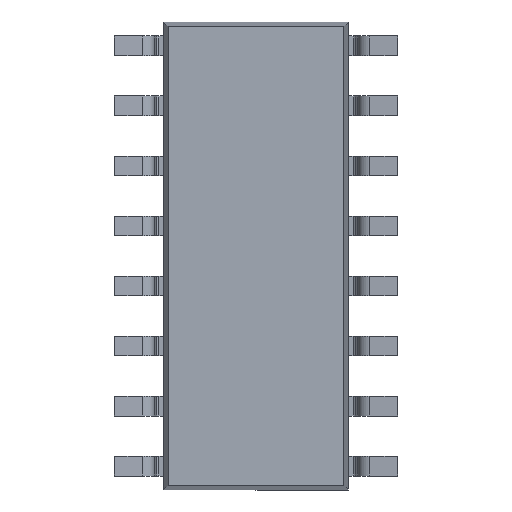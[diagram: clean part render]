
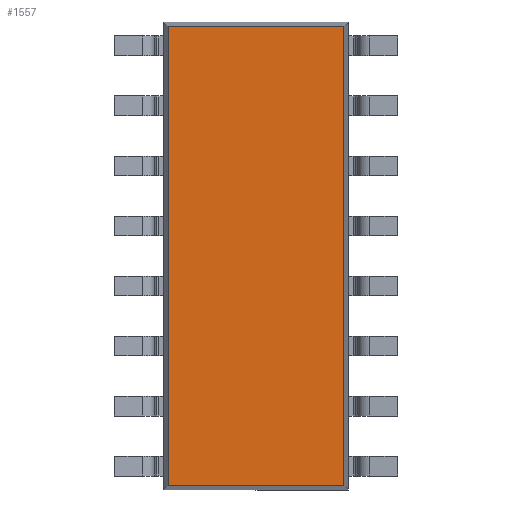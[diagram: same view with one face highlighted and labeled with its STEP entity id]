
A CAD part, front view. The second image highlights one B-rep face of the part: STEP entity #1557.
In plain terms, the highlighted planar face has unit normal (0, -1, 0).
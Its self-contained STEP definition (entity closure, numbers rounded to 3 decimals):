
#135 = FACE_OUTER_BOUND ( 'NONE', #5032, .T. ) ;
#388 = ORIENTED_EDGE ( 'NONE', *, *, #4050, .T. ) ;
#731 = VERTEX_POINT ( 'NONE', #1953 ) ;
#734 = VECTOR ( 'NONE', #3346, 1000. ) ;
#767 = EDGE_CURVE ( 'NONE', #1154, #731, #801, .T. ) ;
#801 = LINE ( 'NONE', #7215, #6633 ) ;
#1154 = VERTEX_POINT ( 'NONE', #1873 ) ;
#1178 = VERTEX_POINT ( 'NONE', #5922 ) ;
#1268 = VERTEX_POINT ( 'NONE', #1441 ) ;
#1317 = DIRECTION ( 'NONE',  ( 0., 0., 1. ) ) ;
#1441 = CARTESIAN_POINT ( 'NONE',  ( 1.86, 0.25, 4.86 ) ) ;
#1557 = ADVANCED_FACE ( 'NONE', ( #135 ), #5953, .T. ) ;
#1817 = LINE ( 'NONE', #6463, #3468 ) ;
#1873 = CARTESIAN_POINT ( 'NONE',  ( -1.86, 0.25, 4.86 ) ) ;
#1937 = DIRECTION ( 'NONE',  ( 0., 0., -1. ) ) ;
#1953 = CARTESIAN_POINT ( 'NONE',  ( -1.86, 0.25, -4.86 ) ) ;
#1959 = EDGE_CURVE ( 'NONE', #1178, #1268, #1817, .T. ) ;
#2360 = LINE ( 'NONE', #3543, #734 ) ;
#2390 = CARTESIAN_POINT ( 'NONE',  ( 0., 0.25, 0. ) ) ;
#3346 = DIRECTION ( 'NONE',  ( 1., 0., 0. ) ) ;
#3468 = VECTOR ( 'NONE', #1317, 1000. ) ;
#3543 = CARTESIAN_POINT ( 'NONE',  ( -1.95, 0.25, -4.86 ) ) ;
#3605 = DIRECTION ( 'NONE',  ( 0., 0., -1. ) ) ;
#3982 = DIRECTION ( 'NONE',  ( -1., 0., 0. ) ) ;
#4050 = EDGE_CURVE ( 'NONE', #731, #1178, #2360, .T. ) ;
#4183 = ORIENTED_EDGE ( 'NONE', *, *, #1959, .T. ) ;
#4576 = VECTOR ( 'NONE', #3982, 1000. ) ;
#4925 = ORIENTED_EDGE ( 'NONE', *, *, #767, .T. ) ;
#5032 = EDGE_LOOP ( 'NONE', ( #388, #4183, #5714, #4925 ) ) ;
#5138 = LINE ( 'NONE', #6301, #4576 ) ;
#5377 = DIRECTION ( 'NONE',  ( 0., -1., 0. ) ) ;
#5714 = ORIENTED_EDGE ( 'NONE', *, *, #6441, .T. ) ;
#5922 = CARTESIAN_POINT ( 'NONE',  ( 1.86, 0.25, -4.86 ) ) ;
#5953 = PLANE ( 'NONE',  #7133 ) ;
#6301 = CARTESIAN_POINT ( 'NONE',  ( 1.95, 0.25, 4.86 ) ) ;
#6441 = EDGE_CURVE ( 'NONE', #1268, #1154, #5138, .T. ) ;
#6463 = CARTESIAN_POINT ( 'NONE',  ( 1.86, 0.25, -4.95 ) ) ;
#6633 = VECTOR ( 'NONE', #3605, 1000. ) ;
#7133 = AXIS2_PLACEMENT_3D ( 'NONE', #2390, #5377, #1937 ) ;
#7215 = CARTESIAN_POINT ( 'NONE',  ( -1.86, 0.25, 4.95 ) ) ;
